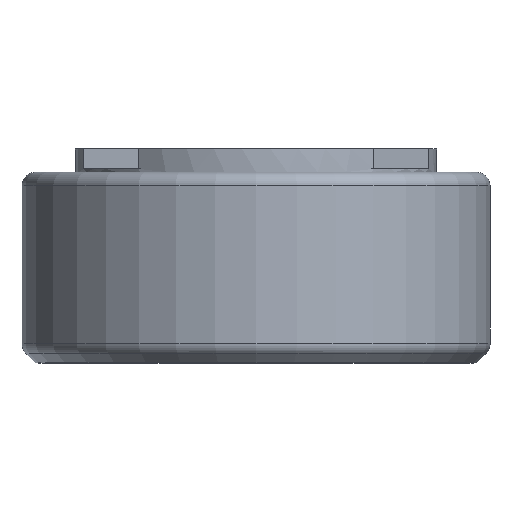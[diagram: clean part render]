
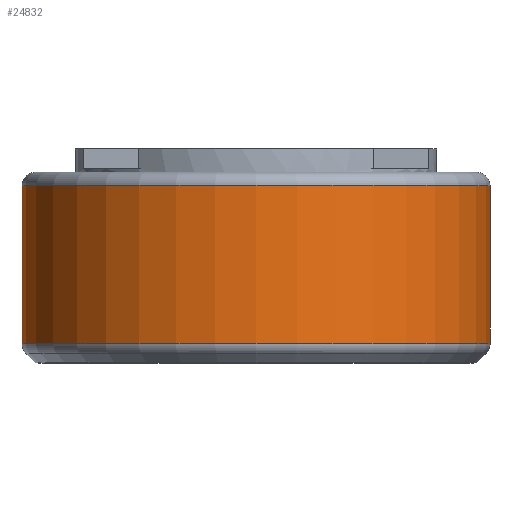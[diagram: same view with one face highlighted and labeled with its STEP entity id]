
A CAD part, top view. The second image highlights one B-rep face of the part: STEP entity #24832.
In plain terms, the highlighted cylindrical face has radius 35 mm (diameter 70 mm), a full revolution.
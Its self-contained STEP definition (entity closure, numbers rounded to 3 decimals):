
#2311=CYLINDRICAL_SURFACE('',#26470,35.);
#3222=LINE('',#45143,#4623);
#4623=VECTOR('',#29903,35.);
#6257=FACE_OUTER_BOUND('',#7690,.T.);
#7690=EDGE_LOOP('',(#19703,#19704,#19705,#19706,#19707,#19708));
#8919=CIRCLE('',#26467,35.);
#8920=CIRCLE('',#26468,35.);
#8922=CIRCLE('',#26471,35.);
#8923=CIRCLE('',#26472,35.);
#10875=VERTEX_POINT('',#45133);
#10876=VERTEX_POINT('',#45135);
#10877=VERTEX_POINT('',#45140);
#10878=VERTEX_POINT('',#45141);
#14034=EDGE_CURVE('',#10875,#10876,#8919,.T.);
#14035=EDGE_CURVE('',#10876,#10875,#8920,.T.);
#14037=EDGE_CURVE('',#10877,#10878,#8922,.T.);
#14038=EDGE_CURVE('',#10877,#10876,#3222,.T.);
#14039=EDGE_CURVE('',#10878,#10877,#8923,.T.);
#19703=ORIENTED_EDGE('',*,*,#14037,.F.);
#19704=ORIENTED_EDGE('',*,*,#14038,.T.);
#19705=ORIENTED_EDGE('',*,*,#14034,.F.);
#19706=ORIENTED_EDGE('',*,*,#14035,.F.);
#19707=ORIENTED_EDGE('',*,*,#14038,.F.);
#19708=ORIENTED_EDGE('',*,*,#14039,.F.);
#24832=ADVANCED_FACE('',(#6257),#2311,.T.);
#26467=AXIS2_PLACEMENT_3D('',#45136,#29893,#29894);
#26468=AXIS2_PLACEMENT_3D('',#45137,#29895,#29896);
#26470=AXIS2_PLACEMENT_3D('',#45139,#29899,#29900);
#26471=AXIS2_PLACEMENT_3D('',#45142,#29901,#29902);
#26472=AXIS2_PLACEMENT_3D('',#45144,#29904,#29905);
#29893=DIRECTION('center_axis',(0.,-1.,0.));
#29894=DIRECTION('ref_axis',(1.,0.,0.));
#29895=DIRECTION('center_axis',(0.,-1.,0.));
#29896=DIRECTION('ref_axis',(1.,0.,0.));
#29899=DIRECTION('center_axis',(0.,1.,0.));
#29900=DIRECTION('ref_axis',(1.,0.,0.));
#29901=DIRECTION('center_axis',(0.,1.,0.));
#29902=DIRECTION('ref_axis',(1.,0.,0.));
#29903=DIRECTION('',(0.,-1.,0.));
#29904=DIRECTION('center_axis',(0.,1.,0.));
#29905=DIRECTION('ref_axis',(1.,0.,0.));
#45133=CARTESIAN_POINT('',(0.,2.828,35.));
#45135=CARTESIAN_POINT('',(-35.,2.828,0.));
#45136=CARTESIAN_POINT('Origin',(0.,2.828,0.));
#45137=CARTESIAN_POINT('Origin',(0.,2.828,0.));
#45139=CARTESIAN_POINT('Origin',(0.,0.,0.));
#45140=CARTESIAN_POINT('',(-35.,26.5,0.));
#45141=CARTESIAN_POINT('',(0.,26.5,35.));
#45142=CARTESIAN_POINT('Origin',(0.,26.5,0.));
#45143=CARTESIAN_POINT('',(-35.,0.,0.));
#45144=CARTESIAN_POINT('Origin',(0.,26.5,0.));
